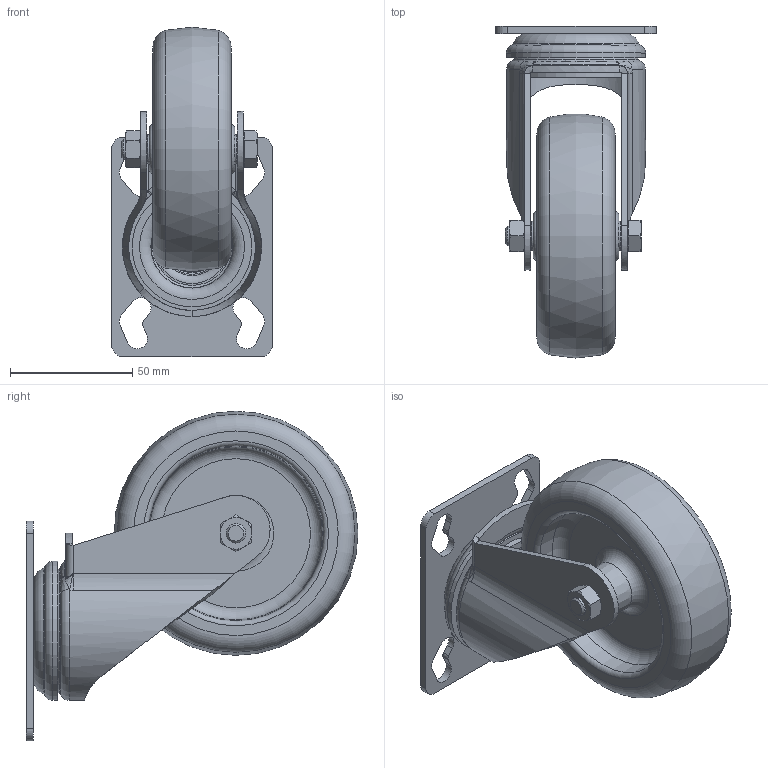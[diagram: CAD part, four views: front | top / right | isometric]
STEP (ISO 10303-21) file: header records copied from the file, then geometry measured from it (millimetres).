
FILE_DESCRIPTION(/* description */ (''),/* implementation_level */ '2;1');
FILE_NAME(/* name */ '509902_2.stp',/* time_stamp */ '2022-08-30T16:33:54+02:00',/* author */ ('Špaček'),/* organization */ ('Alutec K&K'),/* preprocessor_version */ 'ST-DEVELOPER v18.1',/* originating_system */ 'Autodesk Inventor 2021',/* authorisation */ '');
FILE_SCHEMA (('AUTOMOTIVE_DESIGN { 1 0 10303 214 3 1 1 }'));
Length unit declared in the file: millimetre
Products named in the file (1): 509902_2
Bounding box: 66 x 136 x 135 mm (x, y, z)
Volume: 212224.1 mm3; surface area: 68170.5 mm2
Topology: 3 solids, 3 shells, 228 faces, 557 edges, 352 vertices
Faces by surface type: plane 77, cone 44, cylinder 42, torus 33, bspline 32
Full cylindrical faces by diameter (mm): 8 x3, 12 x1, 12.4 x1, 12.5 x1, 13 x1, 20.45 x1, 42.165 x1, 49 x1, 57 x1
Entity records: 17187 total; most frequent: CARTESIAN_POINT 12032, ORIENTED_EDGE 1114, DIRECTION 1018, EDGE_CURVE 557, AXIS2_PLACEMENT_3D 419, VERTEX_POINT 352, EDGE_LOOP 257, FACE_OUTER_BOUND 228
